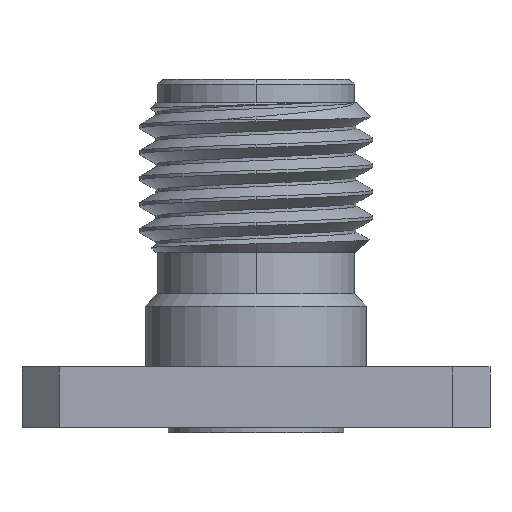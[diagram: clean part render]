
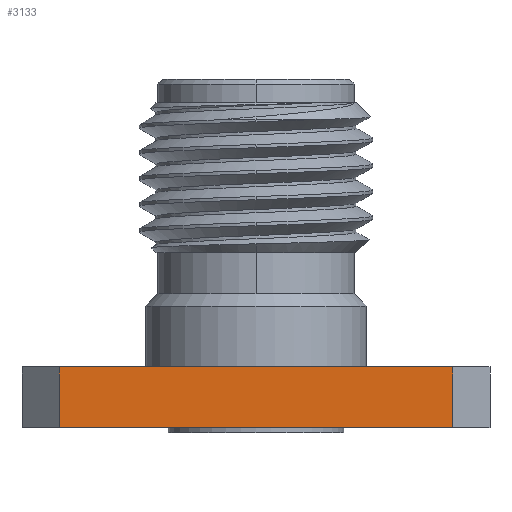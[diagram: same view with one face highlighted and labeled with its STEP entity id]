
A CAD part, front view. The second image highlights one B-rep face of the part: STEP entity #3133.
In plain terms, the highlighted planar face has unit normal (0, -1, 0).
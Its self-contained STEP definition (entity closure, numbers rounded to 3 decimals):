
#233 = CARTESIAN_POINT ( 'NONE',  ( 5.334, -6.35, 0. ) ) ;
#425 = VECTOR ( 'NONE', #2267, 1000. ) ;
#669 = DIRECTION ( 'NONE',  ( 1., 0., 0. ) ) ;
#721 = DIRECTION ( 'NONE',  ( 1., 0., 0. ) ) ;
#727 = ORIENTED_EDGE ( 'NONE', *, *, #1408, .F. ) ;
#944 = VECTOR ( 'NONE', #721, 1000. ) ;
#980 = ORIENTED_EDGE ( 'NONE', *, *, #2743, .T. ) ;
#1382 = VERTEX_POINT ( 'NONE', #233 ) ;
#1408 = EDGE_CURVE ( 'NONE', #1720, #1382, #3315, .T. ) ;
#1531 = CARTESIAN_POINT ( 'NONE',  ( 5.334, -6.35, -1.65 ) ) ;
#1588 = EDGE_LOOP ( 'NONE', ( #727, #980, #2059, #3945 ) ) ;
#1720 = VERTEX_POINT ( 'NONE', #4590 ) ;
#1836 = CARTESIAN_POINT ( 'NONE',  ( -6.35, -6.35, -1.65 ) ) ;
#2059 = ORIENTED_EDGE ( 'NONE', *, *, #2206, .T. ) ;
#2206 = EDGE_CURVE ( 'NONE', #3028, #3144, #3009, .T. ) ;
#2256 = DIRECTION ( 'NONE',  ( 0., 0., -1. ) ) ;
#2267 = DIRECTION ( 'NONE',  ( 0., 0., 1. ) ) ;
#2323 = LINE ( 'NONE', #2644, #3242 ) ;
#2453 = CARTESIAN_POINT ( 'NONE',  ( -6.35, -6.35, -1.65 ) ) ;
#2644 = CARTESIAN_POINT ( 'NONE',  ( -5.334, -6.35, -1.65 ) ) ;
#2713 = DIRECTION ( 'NONE',  ( 0., -1., 0. ) ) ;
#2743 = EDGE_CURVE ( 'NONE', #1720, #3028, #2323, .T. ) ;
#2961 = CARTESIAN_POINT ( 'NONE',  ( -6.35, -6.35, 0. ) ) ;
#2965 = AXIS2_PLACEMENT_3D ( 'NONE', #2453, #2713, #4711 ) ;
#3009 = LINE ( 'NONE', #1836, #944 ) ;
#3028 = VERTEX_POINT ( 'NONE', #4384 ) ;
#3133 = ADVANCED_FACE ( 'NONE', ( #3346 ), #3195, .T. ) ;
#3144 = VERTEX_POINT ( 'NONE', #1531 ) ;
#3195 = PLANE ( 'NONE',  #2965 ) ;
#3242 = VECTOR ( 'NONE', #2256, 1000. ) ;
#3315 = LINE ( 'NONE', #2961, #5021 ) ;
#3346 = FACE_OUTER_BOUND ( 'NONE', #1588, .T. ) ;
#3601 = EDGE_CURVE ( 'NONE', #3144, #1382, #4820, .T. ) ;
#3945 = ORIENTED_EDGE ( 'NONE', *, *, #3601, .T. ) ;
#4252 = CARTESIAN_POINT ( 'NONE',  ( 5.334, -6.35, -1.65 ) ) ;
#4384 = CARTESIAN_POINT ( 'NONE',  ( -5.334, -6.35, -1.65 ) ) ;
#4590 = CARTESIAN_POINT ( 'NONE',  ( -5.334, -6.35, 0. ) ) ;
#4711 = DIRECTION ( 'NONE',  ( 0., 0., -1. ) ) ;
#4820 = LINE ( 'NONE', #4252, #425 ) ;
#5021 = VECTOR ( 'NONE', #669, 1000. ) ;
